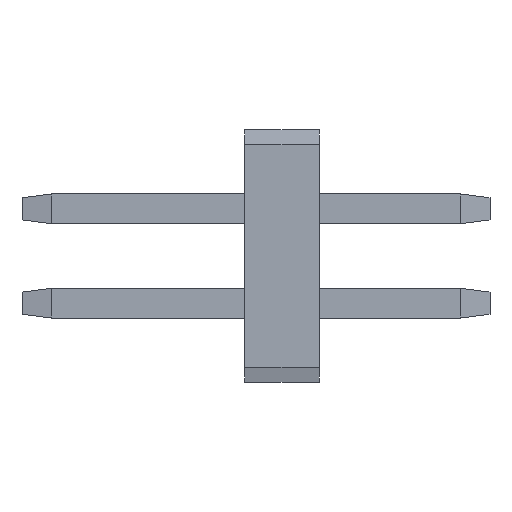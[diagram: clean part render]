
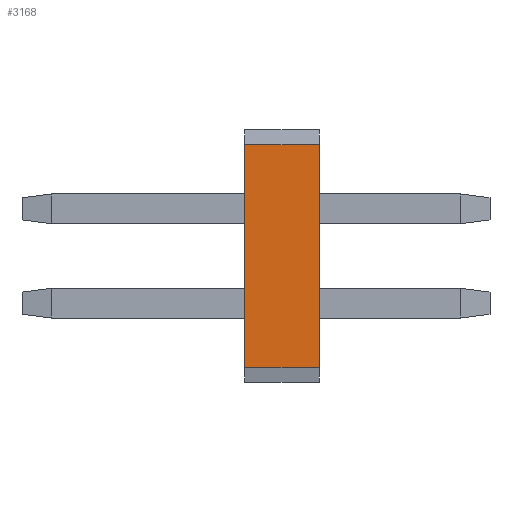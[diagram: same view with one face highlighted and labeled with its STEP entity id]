
A CAD part, left-side view. The second image highlights one B-rep face of the part: STEP entity #3168.
In plain terms, the highlighted planar face has unit normal (-1, 0, 0).
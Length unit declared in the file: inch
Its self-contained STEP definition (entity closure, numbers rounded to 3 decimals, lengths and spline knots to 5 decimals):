
#177 = EDGE_CURVE ( 'NONE', #9466, #10073, #2952, .T. ) ;
#192 = CARTESIAN_POINT ( 'NONE',  ( -0.625, -0.05906, -0.03346 ) ) ;
#422 = AXIS2_PLACEMENT_3D ( 'NONE', #9228, #9247, #9250 ) ;
#480 = ORIENTED_EDGE ( 'NONE', *, *, #7908, .T. ) ;
#815 = VERTEX_POINT ( 'NONE', #192 ) ;
#2054 = ORIENTED_EDGE ( 'NONE', *, *, #177, .T. ) ;
#2192 = ORIENTED_EDGE ( 'NONE', *, *, #7986, .F. ) ;
#2902 = VECTOR ( 'NONE', #3260, 39.37008 ) ;
#2952 = LINE ( 'NONE', #3235, #2902 ) ;
#3168 = ADVANCED_FACE ( 'NONE', ( #6849 ), #8274, .T. ) ;
#3235 = CARTESIAN_POINT ( 'NONE',  ( -0.625, 0.06693, 0.00591 ) ) ;
#3260 = DIRECTION ( 'NONE',  ( 0., 1., 0. ) ) ;
#5705 = ORIENTED_EDGE ( 'NONE', *, *, #7934, .T. ) ;
#5794 = CARTESIAN_POINT ( 'NONE',  ( -0.625, 0.05906, -0.03346 ) ) ;
#5883 = CARTESIAN_POINT ( 'NONE',  ( -0.625, 0.05906, 0.00591 ) ) ;
#6849 = FACE_OUTER_BOUND ( 'NONE', #7569, .T. ) ;
#7569 = EDGE_LOOP ( 'NONE', ( #480, #2054, #5705, #2192 ) ) ;
#7908 = EDGE_CURVE ( 'NONE', #815, #9466, #9261, .T. ) ;
#7934 = EDGE_CURVE ( 'NONE', #10073, #9384, #9202, .T. ) ;
#7986 = EDGE_CURVE ( 'NONE', #815, #9384, #9093, .T. ) ;
#8274 = PLANE ( 'NONE',  #422 ) ;
#9008 = CARTESIAN_POINT ( 'NONE',  ( -0.625, 0.05906, -0.03346 ) ) ;
#9031 = DIRECTION ( 'NONE',  ( 0., 1., 0. ) ) ;
#9093 = LINE ( 'NONE', #9008, #9174 ) ;
#9174 = VECTOR ( 'NONE', #9031, 39.37008 ) ;
#9202 = LINE ( 'NONE', #9490, #9211 ) ;
#9211 = VECTOR ( 'NONE', #9504, 39.37008 ) ;
#9228 = CARTESIAN_POINT ( 'NONE',  ( -0.625, 0.06693, 0.00591 ) ) ;
#9247 = DIRECTION ( 'NONE',  ( -1., 0., 0. ) ) ;
#9250 = DIRECTION ( 'NONE',  ( 0., 0., 1. ) ) ;
#9261 = LINE ( 'NONE', #9814, #9281 ) ;
#9281 = VECTOR ( 'NONE', #9763, 39.37008 ) ;
#9384 = VERTEX_POINT ( 'NONE', #5794 ) ;
#9466 = VERTEX_POINT ( 'NONE', #9821 ) ;
#9490 = CARTESIAN_POINT ( 'NONE',  ( -0.625, 0.05906, 0.00591 ) ) ;
#9504 = DIRECTION ( 'NONE',  ( 0., 0., -1. ) ) ;
#9763 = DIRECTION ( 'NONE',  ( 0., 0., 1. ) ) ;
#9814 = CARTESIAN_POINT ( 'NONE',  ( -0.625, -0.05906, 0.00591 ) ) ;
#9821 = CARTESIAN_POINT ( 'NONE',  ( -0.625, -0.05906, 0.00591 ) ) ;
#10073 = VERTEX_POINT ( 'NONE', #5883 ) ;
